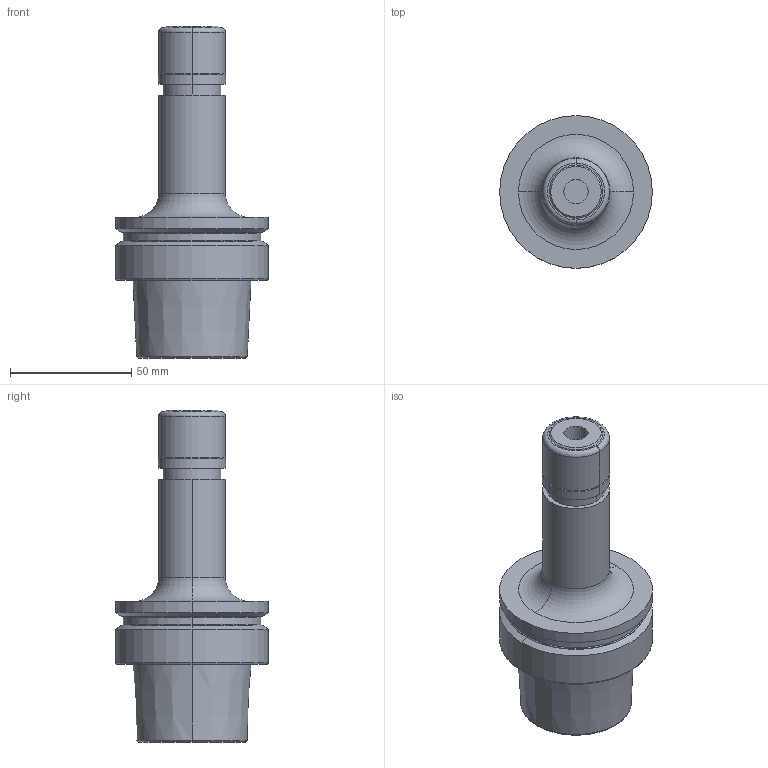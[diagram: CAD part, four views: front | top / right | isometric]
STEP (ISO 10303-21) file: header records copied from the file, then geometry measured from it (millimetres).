
FILE_DESCRIPTION (( 'STEP AP203' ), '1' );
FILE_NAME ('STP-101-763-010-105-1.STEP', '2021-06-02T10:52:40', ( '' ), ( '' ), 'SwSTEP 2.0', 'SolidWorks 2017', '' );
FILE_SCHEMA (( 'CONFIG_CONTROL_DESIGN' ));
Length unit declared in the file: millimetre
Products named in the file (1): STP-101-763-010-105-1
Bounding box: 63 x 63 x 137 mm (x, y, z)
Volume: 135151.8 mm3; surface area: 29472.9 mm2
Topology: 1 solids, 1 shells, 68 faces, 134 edges, 78 vertices
Faces by surface type: cylinder 24, torus 18, cone 14, plane 12
Entity records: 1839 total; most frequent: DIRECTION 368, CARTESIAN_POINT 281, ORIENTED_EDGE 268, AXIS2_PLACEMENT_3D 165, EDGE_CURVE 134, CIRCLE 96, EDGE_LOOP 78, VERTEX_POINT 78
